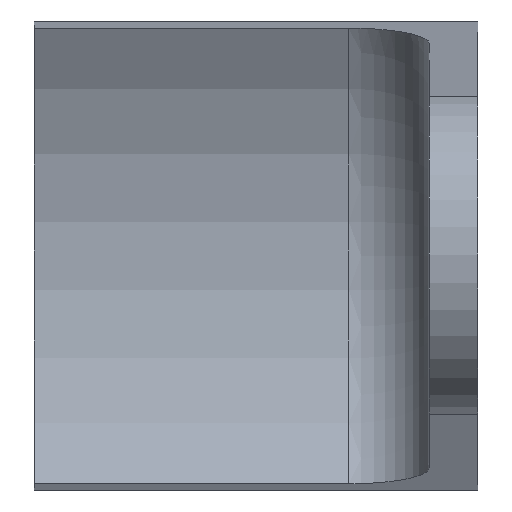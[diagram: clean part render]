
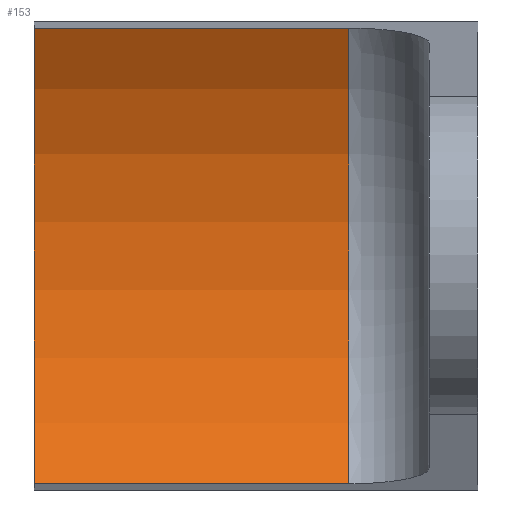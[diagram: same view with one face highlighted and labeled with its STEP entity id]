
A CAD part, top view. The second image highlights one B-rep face of the part: STEP entity #153.
In plain terms, the highlighted cylindrical face has radius 52 mm (diameter 104 mm), a partial arc.
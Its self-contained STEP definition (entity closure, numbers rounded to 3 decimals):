
#20=LINE('',#330,#32);
#21=LINE('',#333,#33);
#32=VECTOR('',#207,10.);
#33=VECTOR('',#210,10.);
#44=CYLINDRICAL_SURFACE('',#184,52.);
#48=FACE_OUTER_BOUND('',#57,.T.);
#57=EDGE_LOOP('',(#113,#114,#115,#116));
#65=CIRCLE('',#182,52.);
#67=CIRCLE('',#185,52.);
#75=VERTEX_POINT('',#246);
#76=VERTEX_POINT('',#287);
#78=VERTEX_POINT('',#329);
#79=VERTEX_POINT('',#331);
#89=EDGE_CURVE('',#75,#76,#65,.T.);
#92=EDGE_CURVE('',#75,#78,#20,.T.);
#93=EDGE_CURVE('',#79,#78,#67,.T.);
#94=EDGE_CURVE('',#76,#79,#21,.T.);
#113=ORIENTED_EDGE('',*,*,#89,.F.);
#114=ORIENTED_EDGE('',*,*,#92,.T.);
#115=ORIENTED_EDGE('',*,*,#93,.F.);
#116=ORIENTED_EDGE('',*,*,#94,.F.);
#153=ADVANCED_FACE('',(#48),#44,.F.);
#182=AXIS2_PLACEMENT_3D('',#288,#201,#202);
#184=AXIS2_PLACEMENT_3D('',#328,#205,#206);
#185=AXIS2_PLACEMENT_3D('',#332,#208,#209);
#201=DIRECTION('center_axis',(-1.,0.,0.));
#202=DIRECTION('ref_axis',(0.,0.,-1.));
#205=DIRECTION('center_axis',(-1.,0.,0.));
#206=DIRECTION('ref_axis',(0.,0.543,0.84));
#207=DIRECTION('',(-1.,0.,0.));
#208=DIRECTION('center_axis',(1.,0.,0.));
#209=DIRECTION('ref_axis',(0.,0.543,0.84));
#210=DIRECTION('',(-1.,0.,0.));
#246=CARTESIAN_POINT('',(-10.,28.233,-43.668));
#287=CARTESIAN_POINT('',(-10.,-28.233,-43.668));
#288=CARTESIAN_POINT('Origin',(-10.,0.,0.));
#328=CARTESIAN_POINT('Origin',(0.,0.,0.));
#329=CARTESIAN_POINT('',(-49.,28.233,-43.668));
#330=CARTESIAN_POINT('',(0.,28.233,-43.668));
#331=CARTESIAN_POINT('',(-49.,-28.233,-43.668));
#332=CARTESIAN_POINT('Origin',(-49.,0.,0.));
#333=CARTESIAN_POINT('',(0.,-28.233,-43.668));
